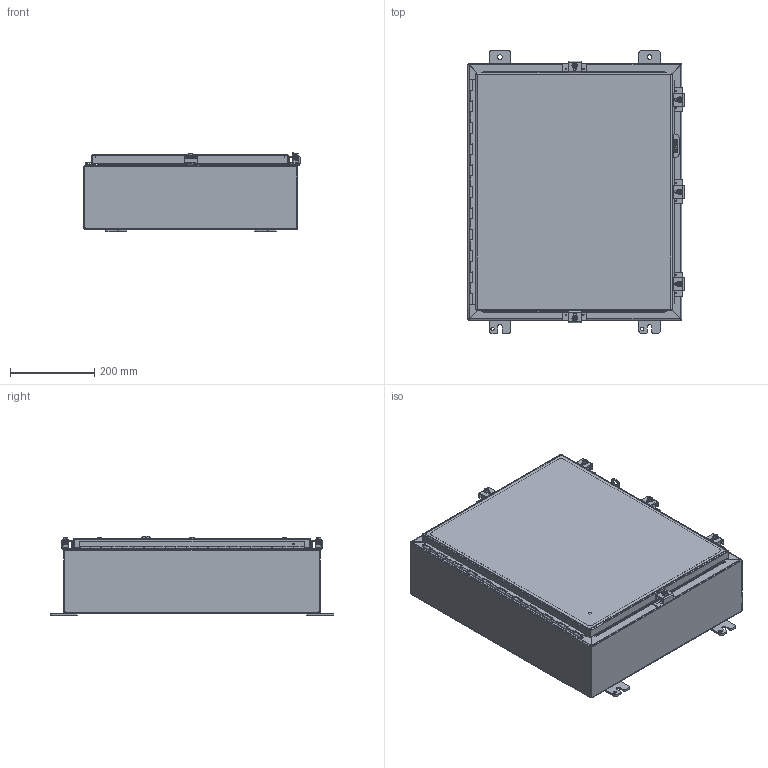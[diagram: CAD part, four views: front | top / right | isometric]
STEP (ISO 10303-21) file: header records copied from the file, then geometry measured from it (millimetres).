
FILE_DESCRIPTION(/* description */ ('ENCL,NEMA4,CS,(24X20X6)'),/* implementation_level */ '2;1');
FILE_NAME(/* name */ 'N4242006.stp',/* time_stamp */ '2022-02-22T07:57:13-06:00',/* author */ ('dnichola'),/* organization */ (''),/* preprocessor_version */ 'ST-DEVELOPER v18.1',/* originating_system */ 'Autodesk Inventor 2020',/* authorisation */ '');
FILE_SCHEMA (('AUTOMOTIVE_DESIGN { 1 0 10303 214 3 1 1 }'));
Length unit declared in the file: inch
Products named in the file (19): N4242006; 38420; 34840; N4242006BKP; 32911; FOAM IN PLACE; 38846; N42420LID; 328105; 328105T; 328105L; 328105P-1; 388116; HFW30825; HFW30825-1; HFW30825-2;  HFW30825-3; HFW30825-4; 30817
Assembly tree (32 placements, depth 3):
  N4242006
    34840  x4
    38420
    N4242006BKP
    32911
    FOAM IN PLACE
    38846
    N42420LID
    328105
      328105T
      328105L
      328105P-1
    388116  x4
    HFW30825  x5
      HFW30825-1
      HFW30825-2
       HFW30825-3
      HFW30825-4
    30817  x5
Bounding box: 513.89 x 673.1 x 188.22 mm (x, y, z)
Volume: 1913251.3 mm3; surface area: 2369992.5 mm2
Topology: 42 solids, 42 shells, 1384 faces, 3509 edges, 2286 vertices
Faces by surface type: plane 736, cylinder 459, bspline 106, torus 37, sphere 30, cone 16
Full cylindrical faces by diameter (mm): 2.794 x26, 2.921 x2, 3.048 x25, 3.967 x1, 5.359 x5, 6.35 x6, 7.137 x5, 7.95 x4, 8.382 x8, 8.56 x1, 8.89 x5, 11.125 x4, 12.7 x6, 13.208 x5, 15.875 x4
Entity records: 27501 total; most frequent: CARTESIAN_POINT 6955, DIRECTION 4055, ORIENTED_EDGE 3954, EDGE_CURVE 1977, AXIS2_PLACEMENT_3D 1387, LINE 1281, VECTOR 1281, VERTEX_POINT 1265
